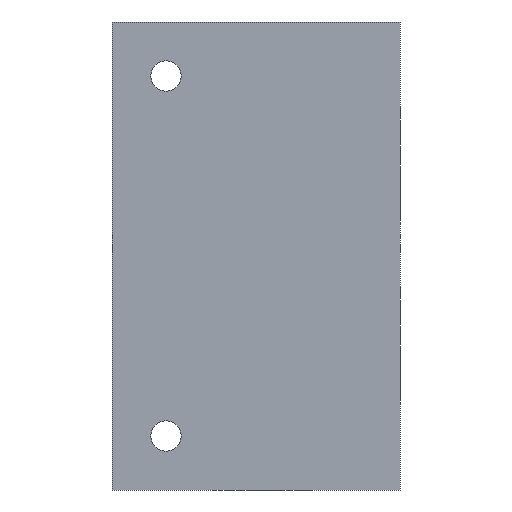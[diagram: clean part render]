
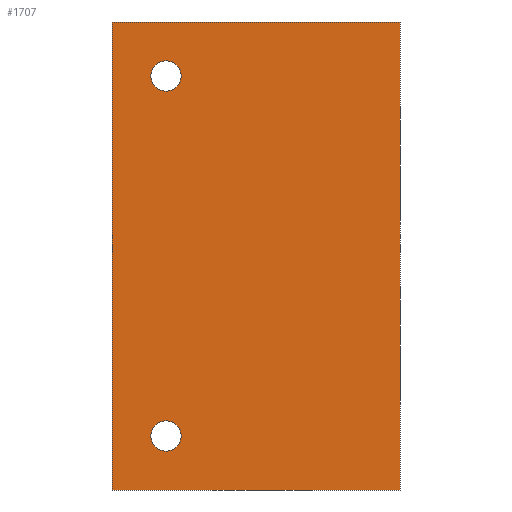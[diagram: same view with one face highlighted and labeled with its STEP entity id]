
A CAD part, left-side view. The second image highlights one B-rep face of the part: STEP entity #1707.
In plain terms, the highlighted planar face has unit normal (-1, 0, 0).
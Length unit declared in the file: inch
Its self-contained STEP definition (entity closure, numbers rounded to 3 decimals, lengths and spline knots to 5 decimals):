
#1=DIRECTION('',(0.,-1.,0.));
#2=VECTOR('',#1,4.);
#3=CARTESIAN_POINT('',(0.,0.,0.));
#4=LINE('',#3,#2);
#27=DIRECTION('',(0.,0.,1.));
#28=VECTOR('',#27,6.5);
#29=CARTESIAN_POINT('',(0.,0.,0.));
#30=LINE('',#29,#28);
#31=CARTESIAN_POINT('',(0.,-0.75,5.75));
#32=DIRECTION('',(-1.,0.,0.));
#33=DIRECTION('',(0.,1.,0.));
#34=AXIS2_PLACEMENT_3D('',#31,#32,#33);
#36=CARTESIAN_POINT('',(0.,-0.75,5.75));
#37=DIRECTION('',(-1.,0.,0.));
#38=DIRECTION('',(0.,-1.,0.));
#39=AXIS2_PLACEMENT_3D('',#36,#37,#38);
#41=CARTESIAN_POINT('',(0.,-0.75,0.75));
#42=DIRECTION('',(-1.,0.,0.));
#43=DIRECTION('',(0.,1.,0.));
#44=AXIS2_PLACEMENT_3D('',#41,#42,#43);
#46=CARTESIAN_POINT('',(0.,-0.75,0.75));
#47=DIRECTION('',(-1.,0.,0.));
#48=DIRECTION('',(0.,-1.,0.));
#49=AXIS2_PLACEMENT_3D('',#46,#47,#48);
#99=DIRECTION('',(0.,0.,1.));
#100=VECTOR('',#99,6.5);
#101=CARTESIAN_POINT('',(0.,-4.,0.));
#102=LINE('',#101,#100);
#123=DIRECTION('',(0.,-1.,0.));
#124=VECTOR('',#123,4.);
#125=CARTESIAN_POINT('',(0.,0.,6.5));
#126=LINE('',#125,#124);
#1429=CARTESIAN_POINT('',(0.,0.,0.));
#1430=CARTESIAN_POINT('',(0.,-4.,0.));
#1431=VERTEX_POINT('',#1429);
#1432=VERTEX_POINT('',#1430);
#1437=CARTESIAN_POINT('',(0.,0.,6.5));
#1438=CARTESIAN_POINT('',(0.,-4.,6.5));
#1439=VERTEX_POINT('',#1437);
#1440=VERTEX_POINT('',#1438);
#1585=CARTESIAN_POINT('',(0.,-0.539,5.75));
#1586=CARTESIAN_POINT('',(0.,-0.961,5.75));
#1587=VERTEX_POINT('',#1585);
#1588=VERTEX_POINT('',#1586);
#1593=CARTESIAN_POINT('',(0.,-0.539,0.75));
#1594=CARTESIAN_POINT('',(0.,-0.961,0.75));
#1595=VERTEX_POINT('',#1593);
#1596=VERTEX_POINT('',#1594);
#1681=CARTESIAN_POINT('',(0.,0.,0.));
#1682=DIRECTION('',(-1.,0.,0.));
#1683=DIRECTION('',(0.,-1.,0.));
#1684=AXIS2_PLACEMENT_3D('',#1681,#1682,#1683);
#1685=PLANE('',#1684);
#1686=ORIENTED_EDGE('',*,*,#1664,.F.);
#1688=ORIENTED_EDGE('',*,*,#1687,.T.);
#1690=ORIENTED_EDGE('',*,*,#1689,.T.);
#1692=ORIENTED_EDGE('',*,*,#1691,.F.);
#1693=EDGE_LOOP('',(#1686,#1688,#1690,#1692));
#1694=FACE_OUTER_BOUND('',#1693,.F.);
#1696=ORIENTED_EDGE('',*,*,#1695,.T.);
#1698=ORIENTED_EDGE('',*,*,#1697,.T.);
#1699=EDGE_LOOP('',(#1696,#1698));
#1700=FACE_BOUND('',#1699,.F.);
#1702=ORIENTED_EDGE('',*,*,#1701,.T.);
#1704=ORIENTED_EDGE('',*,*,#1703,.T.);
#1705=EDGE_LOOP('',(#1702,#1704));
#1706=FACE_BOUND('',#1705,.F.);
#1707=ADVANCED_FACE('',(#1694,#1700,#1706),#1685,.T.);
#35=CIRCLE('',#34,0.211);
#40=CIRCLE('',#39,0.211);
#45=CIRCLE('',#44,0.211);
#50=CIRCLE('',#49,0.211);
#1664=EDGE_CURVE('',#1431,#1432,#4,.T.);
#1687=EDGE_CURVE('',#1431,#1439,#30,.T.);
#1689=EDGE_CURVE('',#1439,#1440,#126,.T.);
#1691=EDGE_CURVE('',#1432,#1440,#102,.T.);
#1695=EDGE_CURVE('',#1587,#1588,#35,.T.);
#1697=EDGE_CURVE('',#1588,#1587,#40,.T.);
#1701=EDGE_CURVE('',#1595,#1596,#45,.T.);
#1703=EDGE_CURVE('',#1596,#1595,#50,.T.);
